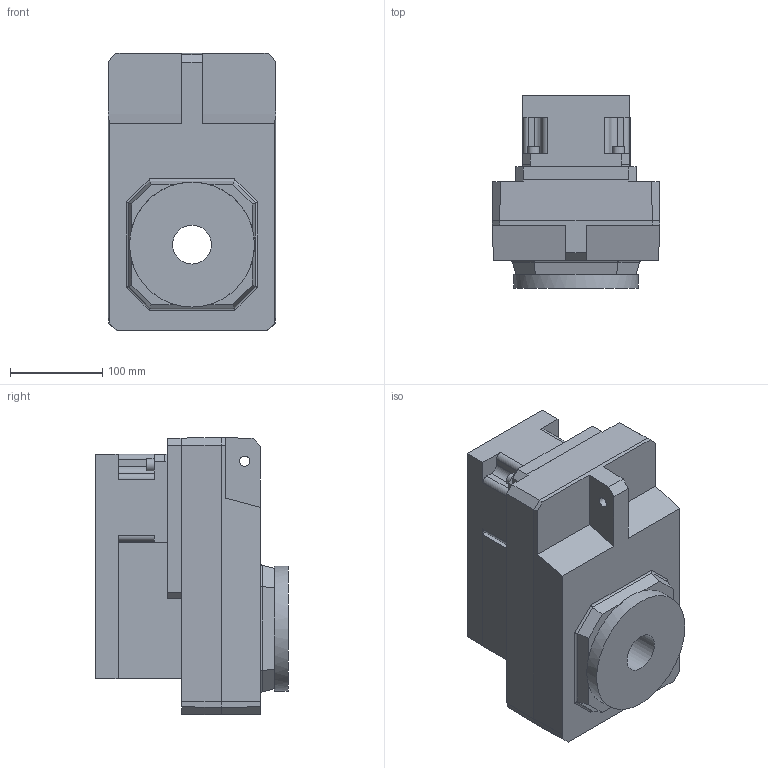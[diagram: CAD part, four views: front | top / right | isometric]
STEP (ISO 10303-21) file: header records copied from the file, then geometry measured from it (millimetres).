
FILE_DESCRIPTION(/* description */ (''),/* implementation_level */ '2;1');
FILE_NAME(/* name */ 'Kombi_gearbox_ipt_be54e987.STEP',/* time_stamp */ '2020-11-16T16:19:47+01:00',/* author */ ('SUSTRVOJ'),/* organization */ (''),/* preprocessor_version */ 'ST-DEVELOPER v17.2',/* originating_system */ 'Autodesk Inventor 2019',/* authorisation */ '');
FILE_SCHEMA (('AUTOMOTIVE_DESIGN { 1 0 10303 214 3 1 1 }'));
Length unit declared in the file: millimetre
Products named in the file (1): Kombi_gearbox
Bounding box: 181.48 x 208 x 299.74 mm (x, y, z)
Volume: 6725777.7 mm3; surface area: 331932.7 mm2
Topology: 8 solids, 8 shells, 196 faces, 497 edges, 326 vertices
Faces by surface type: plane 130, cylinder 49, cone 17
Full cylindrical faces by diameter (mm): 4.917 x8, 6.647 x7, 6.8 x4, 11 x1, 13 x2, 24 x1, 32 x1, 42 x1, 65 x2, 80 x2, 135 x1
Entity records: 5907 total; most frequent: DIRECTION 1011, CARTESIAN_POINT 1009, ORIENTED_EDGE 964, EDGE_CURVE 482, LINE 343, VECTOR 343, AXIS2_PLACEMENT_3D 334, VERTEX_POINT 326
